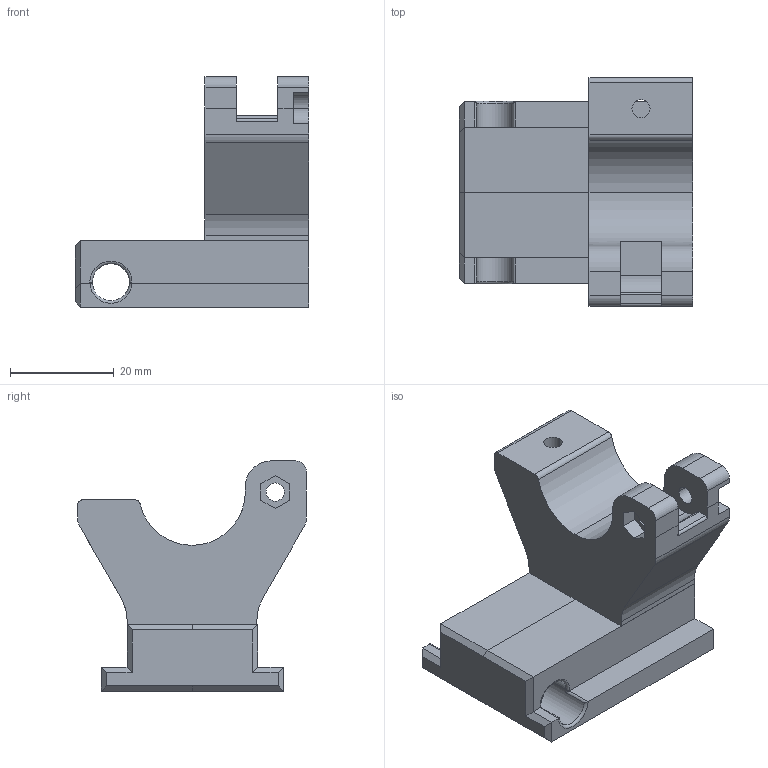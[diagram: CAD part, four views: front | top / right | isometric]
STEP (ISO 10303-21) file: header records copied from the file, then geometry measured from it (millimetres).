
FILE_DESCRIPTION(('CATIA V5 STEP Exchange'),'2;1');
FILE_NAME('Product1.stp','2023-12-09T14:43:12+00:00',('none'),('none'),'CATIA Unofficial Packaging Version SP3','CATIA V5 STEP AP203','none');
FILE_SCHEMA(('CONFIG_CONTROL_DESIGN'));
Length unit declared in the file: millimetre
Products named in the file (1): Product1
Assembly tree (2 placements, depth 2):
  Product1
    #57
    #1236
Bounding box: 45 x 44 x 44.3 mm (x, y, z)
Volume: 29621.8 mm3; surface area: 10342.6 mm2
Topology: 2 solids, 3 shells, 104 faces, 291 edges, 194 vertices
Faces by surface type: plane 67, cylinder 29, torus 8
Entity records: 3280 total; most frequent: CARTESIAN_POINT 658, ORIENTED_EDGE 566, DIRECTION 435, EDGE_CURVE 283, VECTOR 197, LINE 197, VERTEX_POINT 184, AXIS2_PLACEMENT_3D 153
